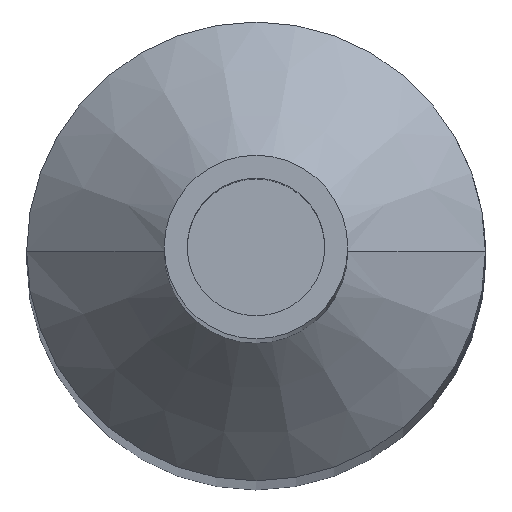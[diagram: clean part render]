
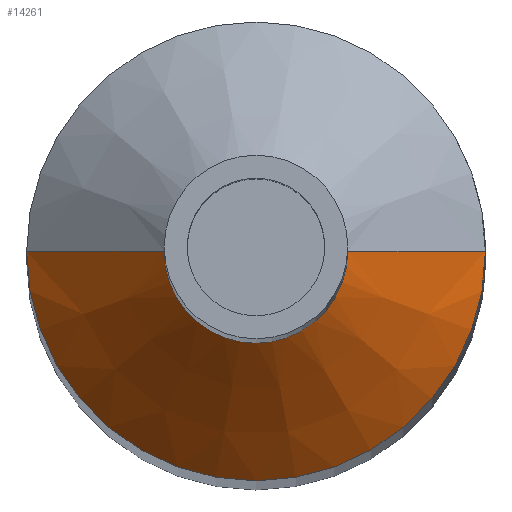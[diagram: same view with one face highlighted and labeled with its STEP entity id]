
A CAD part, top view. The second image highlights one B-rep face of the part: STEP entity #14261.
In plain terms, the highlighted conical face has half-angle 45 degrees and reference radius 2.5 mm.
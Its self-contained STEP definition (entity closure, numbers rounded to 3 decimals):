
#214 = CONICAL_SURFACE ( 'NONE', #9359, 2.5, 0.785 ) ;
#372 = DIRECTION ( 'NONE',  ( 1., 0., 0. ) ) ;
#1459 = AXIS2_PLACEMENT_3D ( 'NONE', #7257, #10822, #372 ) ;
#1564 = VERTEX_POINT ( 'NONE', #12648 ) ;
#1950 = CIRCLE ( 'NONE', #1459, 2.5 ) ;
#2747 = VECTOR ( 'NONE', #11308, 1000. ) ;
#2795 = VERTEX_POINT ( 'NONE', #9684 ) ;
#3213 = ORIENTED_EDGE ( 'NONE', *, *, #12815, .F. ) ;
#3746 = DIRECTION ( 'NONE',  ( 0.707, 0., -0.707 ) ) ;
#3802 = FACE_OUTER_BOUND ( 'NONE', #12773, .T. ) ;
#4709 = EDGE_CURVE ( 'NONE', #13607, #1564, #12473, .T. ) ;
#4761 = VERTEX_POINT ( 'NONE', #11390 ) ;
#4984 = CARTESIAN_POINT ( 'NONE',  ( 2.5, 0., -27.5 ) ) ;
#7093 = CARTESIAN_POINT ( 'NONE',  ( -1., 0., -26. ) ) ;
#7129 = CARTESIAN_POINT ( 'NONE',  ( 0., 0., -26. ) ) ;
#7257 = CARTESIAN_POINT ( 'NONE',  ( 0., 0., -27.5 ) ) ;
#8108 = CIRCLE ( 'NONE', #13542, 1. ) ;
#8224 = DIRECTION ( 'NONE',  ( 1., 0., 0. ) ) ;
#9359 = AXIS2_PLACEMENT_3D ( 'NONE', #11061, #13466, #14624 ) ;
#9684 = CARTESIAN_POINT ( 'NONE',  ( 1., 0., -26. ) ) ;
#10794 = ORIENTED_EDGE ( 'NONE', *, *, #10815, .F. ) ;
#10815 = EDGE_CURVE ( 'NONE', #2795, #4761, #12097, .T. ) ;
#10822 = DIRECTION ( 'NONE',  ( 0., 0., 1. ) ) ;
#10997 = ORIENTED_EDGE ( 'NONE', *, *, #4709, .T. ) ;
#11048 = ORIENTED_EDGE ( 'NONE', *, *, #14927, .T. ) ;
#11061 = CARTESIAN_POINT ( 'NONE',  ( 0., 0., -27.5 ) ) ;
#11308 = DIRECTION ( 'NONE',  ( -0.707, 0., -0.707 ) ) ;
#11390 = CARTESIAN_POINT ( 'NONE',  ( 2.5, 0., -27.5 ) ) ;
#11464 = CARTESIAN_POINT ( 'NONE',  ( -2.5, 0., -27.5 ) ) ;
#12097 = LINE ( 'NONE', #4984, #12798 ) ;
#12473 = LINE ( 'NONE', #11464, #2747 ) ;
#12648 = CARTESIAN_POINT ( 'NONE',  ( -2.5, 0., -27.5 ) ) ;
#12773 = EDGE_LOOP ( 'NONE', ( #10794, #3213, #10997, #11048 ) ) ;
#12798 = VECTOR ( 'NONE', #3746, 1000. ) ;
#12815 = EDGE_CURVE ( 'Defeature ausgef�hrt1_1+Defeature ausgef�hrt1_2+Defeature ausgef�hrt1_2+Defeature ausgef�hrt1_2', #13607, #2795, #8108, .T. ) ;
#13466 = DIRECTION ( 'NONE',  ( 0., 0., -1. ) ) ;
#13542 = AXIS2_PLACEMENT_3D ( 'NONE', #7129, #14250, #8224 ) ;
#13607 = VERTEX_POINT ( 'NONE', #7093 ) ;
#14250 = DIRECTION ( 'NONE',  ( 0., 0., 1. ) ) ;
#14261 = ADVANCED_FACE ( 'Defeature ausgef�hrt1_2', ( #3802 ), #214, .T. ) ;
#14624 = DIRECTION ( 'NONE',  ( -1., 0., 0. ) ) ;
#14927 = EDGE_CURVE ( 'Defeature ausgef�hrt1_2+Defeature ausgef�hrt1_3+Defeature ausgef�hrt1_3+Defeature ausgef�hrt1_3', #1564, #4761, #1950, .T. ) ;
